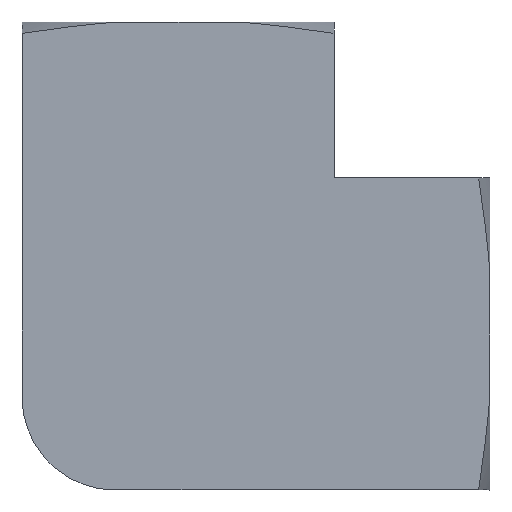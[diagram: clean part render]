
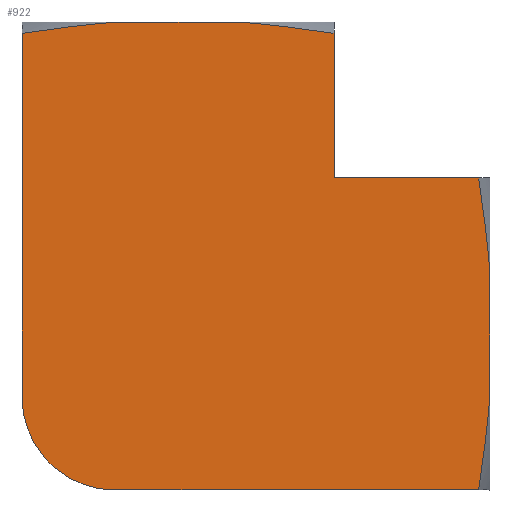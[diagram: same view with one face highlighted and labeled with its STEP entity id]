
A CAD part, front view. The second image highlights one B-rep face of the part: STEP entity #922.
In plain terms, the highlighted planar face has unit normal (0, -1, 0).
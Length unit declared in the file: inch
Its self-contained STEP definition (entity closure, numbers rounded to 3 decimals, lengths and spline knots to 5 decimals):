
#27 = CARTESIAN_POINT ( 'NONE',  ( -0.42, -0.42, -0.17 ) ) ;
#33 = LINE ( 'NONE', #916, #1061 ) ;
#54 = CARTESIAN_POINT ( 'NONE',  ( -0.16155, -0.42, 0.84 ) ) ;
#65 = DIRECTION ( 'NONE',  ( 0., 0., -1. ) ) ;
#69 = EDGE_CURVE ( 'NONE', #189, #214, #790, .T. ) ;
#72 = VERTEX_POINT ( 'NONE', #1044 ) ;
#73 = CARTESIAN_POINT ( 'NONE',  ( 0.83338, -0.42, 0.24828 ) ) ;
#75 = VERTEX_POINT ( 'NONE', #421 ) ;
#78 = CARTESIAN_POINT ( 'NONE',  ( 0.42, -0.42, 0.8094 ) ) ;
#83 = VERTEX_POINT ( 'NONE', #225 ) ;
#96 = EDGE_LOOP ( 'NONE', ( #832, #107, #697, #1050, #156, #303, #665, #853, #331, #459, #356 ) ) ;
#107 = ORIENTED_EDGE ( 'NONE', *, *, #835, .T. ) ;
#128 = DIRECTION ( 'NONE',  ( 0., 0., 1. ) ) ;
#129 = DIRECTION ( 'NONE',  ( 0., -1., 0. ) ) ;
#130 = VECTOR ( 'NONE', #427, 39.37008 ) ;
#146 = DIRECTION ( 'NONE',  ( 0., 0., -1. ) ) ;
#149 = DIRECTION ( 'NONE',  ( 0., 0., 1. ) ) ;
#155 = B_SPLINE_CURVE_WITH_KNOTS ( 'NONE', 3,
 ( #309, #660, #841, #315 ),
 .UNSPECIFIED., .F., .F.,
 ( 4, 4 ),
 ( 0.0183, 0.02491 ),
 .UNSPECIFIED. ) ;
#156 = ORIENTED_EDGE ( 'NONE', *, *, #404, .F. ) ;
#162 = CARTESIAN_POINT ( 'NONE',  ( 0.8094, -0.42, 0.42 ) ) ;
#166 = CARTESIAN_POINT ( 'NONE',  ( 0.33429, -0.42, 0.82228 ) ) ;
#189 = VERTEX_POINT ( 'NONE', #966 ) ;
#213 = EDGE_CURVE ( 'NONE', #1010, #214, #952, .T. ) ;
#214 = VERTEX_POINT ( 'NONE', #645 ) ;
#225 = CARTESIAN_POINT ( 'NONE',  ( 0.8094, -0.42, -0.42 ) ) ;
#229 = CARTESIAN_POINT ( 'NONE',  ( -0.33426, -0.42, 0.82228 ) ) ;
#267 = VERTEX_POINT ( 'NONE', #613 ) ;
#271 = LINE ( 'NONE', #863, #130 ) ;
#291 = VERTEX_POINT ( 'NONE', #27 ) ;
#303 = ORIENTED_EDGE ( 'NONE', *, *, #930, .F. ) ;
#309 = CARTESIAN_POINT ( 'NONE',  ( 0.8094, -0.42, -0.42 ) ) ;
#315 = CARTESIAN_POINT ( 'NONE',  ( 0.84, -0.42, -0.16155 ) ) ;
#324 = VERTEX_POINT ( 'NONE', #642 ) ;
#331 = ORIENTED_EDGE ( 'NONE', *, *, #525, .T. ) ;
#335 = CARTESIAN_POINT ( 'NONE',  ( -0.42, -0.42, -0.42 ) ) ;
#356 = ORIENTED_EDGE ( 'NONE', *, *, #817, .T. ) ;
#387 = CIRCLE ( 'NONE', #471, 0.25 ) ;
#404 = EDGE_CURVE ( 'NONE', #999, #726, #714, .T. ) ;
#421 = CARTESIAN_POINT ( 'NONE',  ( 0.84, -0.42, -0.16155 ) ) ;
#427 = DIRECTION ( 'NONE',  ( -1., 0., 0. ) ) ;
#435 = B_SPLINE_CURVE_WITH_KNOTS ( 'NONE', 3,
 ( #1058, #73, #695, #162 ),
 .UNSPECIFIED., .F., .F.,
 ( 4, 4 ),
 ( 0.03307, 0.03967 ),
 .UNSPECIFIED. ) ;
#458 = EDGE_CURVE ( 'NONE', #291, #72, #686, .T. ) ;
#459 = ORIENTED_EDGE ( 'NONE', *, *, #458, .F. ) ;
#471 = AXIS2_PLACEMENT_3D ( 'NONE', #663, #129, #757 ) ;
#525 = EDGE_CURVE ( 'NONE', #189, #72, #565, .T. ) ;
#527 = VECTOR ( 'NONE', #65, 39.37008 ) ;
#558 = VECTOR ( 'NONE', #128, 39.37008 ) ;
#565 = B_SPLINE_CURVE_WITH_KNOTS ( 'NONE', 3,
 ( #54, #588, #229, #850 ),
 .UNSPECIFIED., .F., .F.,
 ( 4, 4 ),
 ( 0.04519, 0.05177 ),
 .UNSPECIFIED. ) ;
#588 = CARTESIAN_POINT ( 'NONE',  ( -0.24825, -0.42, 0.83338 ) ) ;
#613 = CARTESIAN_POINT ( 'NONE',  ( 0.84, -0.42, 0.16155 ) ) ;
#642 = CARTESIAN_POINT ( 'NONE',  ( -0.17, -0.42, -0.42 ) ) ;
#645 = CARTESIAN_POINT ( 'NONE',  ( 0.16155, -0.42, 0.84 ) ) ;
#651 = DIRECTION ( 'NONE',  ( 1., 0., 0. ) ) ;
#660 = CARTESIAN_POINT ( 'NONE',  ( 0.82229, -0.42, -0.33424 ) ) ;
#661 = FACE_OUTER_BOUND ( 'NONE', #96, .T. ) ;
#663 = CARTESIAN_POINT ( 'NONE',  ( -0.17, -0.42, -0.17 ) ) ;
#665 = ORIENTED_EDGE ( 'NONE', *, *, #213, .T. ) ;
#683 = DIRECTION ( 'NONE',  ( 0., 1., 0. ) ) ;
#686 = LINE ( 'NONE', #978, #558 ) ;
#688 = CARTESIAN_POINT ( 'NONE',  ( 0.42, -0.42, 0.8094 ) ) ;
#690 = VECTOR ( 'NONE', #651, 39.37008 ) ;
#695 = CARTESIAN_POINT ( 'NONE',  ( 0.82228, -0.42, 0.33429 ) ) ;
#697 = ORIENTED_EDGE ( 'NONE', *, *, #891, .F. ) ;
#714 = LINE ( 'NONE', #892, #690 ) ;
#726 = VERTEX_POINT ( 'NONE', #828 ) ;
#757 = DIRECTION ( 'NONE',  ( 0., 0., 1. ) ) ;
#776 = CARTESIAN_POINT ( 'NONE',  ( 0.42, -0.42, 0.84 ) ) ;
#790 = LINE ( 'NONE', #1048, #804 ) ;
#804 = VECTOR ( 'NONE', #839, 39.37008 ) ;
#817 = EDGE_CURVE ( 'NONE', #291, #324, #387, .T. ) ;
#828 = CARTESIAN_POINT ( 'NONE',  ( 0.8094, -0.42, 0.42 ) ) ;
#832 = ORIENTED_EDGE ( 'NONE', *, *, #975, .F. ) ;
#835 = EDGE_CURVE ( 'NONE', #83, #75, #155, .T. ) ;
#836 = CARTESIAN_POINT ( 'NONE',  ( 0.16155, -0.42, 0.84 ) ) ;
#839 = DIRECTION ( 'NONE',  ( 1., 0., 0. ) ) ;
#841 = CARTESIAN_POINT ( 'NONE',  ( 0.83339, -0.42, -0.24822 ) ) ;
#850 = CARTESIAN_POINT ( 'NONE',  ( -0.42, -0.42, 0.8094 ) ) ;
#853 = ORIENTED_EDGE ( 'NONE', *, *, #69, .F. ) ;
#854 = LINE ( 'NONE', #776, #527 ) ;
#863 = CARTESIAN_POINT ( 'NONE',  ( 0.84, -0.42, -0.42 ) ) ;
#891 = EDGE_CURVE ( 'NONE', #267, #75, #33, .T. ) ;
#892 = CARTESIAN_POINT ( 'NONE',  ( 0.42, -0.42, 0.42 ) ) ;
#916 = CARTESIAN_POINT ( 'NONE',  ( 0.84, -0.42, 0.42 ) ) ;
#921 = PLANE ( 'NONE',  #967 ) ;
#922 = ADVANCED_FACE ( 'NONE', ( #661 ), #921, .F. ) ;
#930 = EDGE_CURVE ( 'NONE', #1010, #999, #854, .T. ) ;
#952 = B_SPLINE_CURVE_WITH_KNOTS ( 'NONE', 3,
 ( #78, #166, #972, #836 ),
 .UNSPECIFIED., .F., .F.,
 ( 4, 4 ),
 ( 0.03045, 0.03705 ),
 .UNSPECIFIED. ) ;
#966 = CARTESIAN_POINT ( 'NONE',  ( -0.16155, -0.42, 0.84 ) ) ;
#967 = AXIS2_PLACEMENT_3D ( 'NONE', #335, #683, #149 ) ;
#972 = CARTESIAN_POINT ( 'NONE',  ( 0.24828, -0.42, 0.83338 ) ) ;
#975 = EDGE_CURVE ( 'NONE', #83, #324, #271, .T. ) ;
#978 = CARTESIAN_POINT ( 'NONE',  ( -0.42, -0.42, -0.42 ) ) ;
#999 = VERTEX_POINT ( 'NONE', #1057 ) ;
#1010 = VERTEX_POINT ( 'NONE', #688 ) ;
#1016 = EDGE_CURVE ( 'NONE', #267, #726, #435, .T. ) ;
#1044 = CARTESIAN_POINT ( 'NONE',  ( -0.42, -0.42, 0.8094 ) ) ;
#1048 = CARTESIAN_POINT ( 'NONE',  ( -0.42, -0.42, 0.84 ) ) ;
#1050 = ORIENTED_EDGE ( 'NONE', *, *, #1016, .T. ) ;
#1057 = CARTESIAN_POINT ( 'NONE',  ( 0.42, -0.42, 0.42 ) ) ;
#1058 = CARTESIAN_POINT ( 'NONE',  ( 0.84, -0.42, 0.16155 ) ) ;
#1061 = VECTOR ( 'NONE', #146, 39.37008 ) ;
